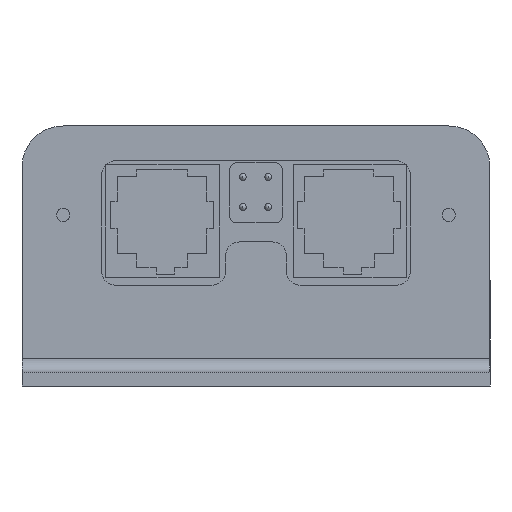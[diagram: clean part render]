
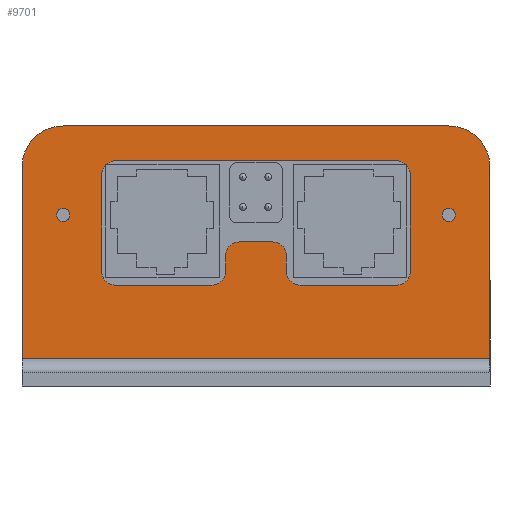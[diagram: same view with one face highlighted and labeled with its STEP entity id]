
A CAD part, front view. The second image highlights one B-rep face of the part: STEP entity #9701.
In plain terms, the highlighted planar face has unit normal (0, -1, 0).
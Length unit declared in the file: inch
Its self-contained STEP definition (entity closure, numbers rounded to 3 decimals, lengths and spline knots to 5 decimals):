
#3418=CARTESIAN_POINT('',(7.46154,6.45277,0.907));
#3419=VERTEX_POINT('',#3418);
#3428=CARTESIAN_POINT('',(9.21254,6.45277,0.907));
#3429=VERTEX_POINT('',#3428);
#3430=CARTESIAN_POINT('',(9.21254,6.45277,0.907));
#3431=DIRECTION('',(-1.0,0.0,0.0));
#3432=VECTOR('',#3431,1.751);
#3433=LINE('',#3430,#3432);
#3434=EDGE_CURVE('',#3429,#3419,#3433,.T.);
#4676=CARTESIAN_POINT('',(7.65484,6.45277,0.73069));
#4677=VERTEX_POINT('',#4676);
#5397=CARTESIAN_POINT('',(9.01923,6.45277,0.73069));
#5398=VERTEX_POINT('',#5397);
#6065=CARTESIAN_POINT('',(7.63654,6.45277,0.6865));
#6066=VERTEX_POINT('',#6065);
#6067=CARTESIAN_POINT('',(7.69904,6.45277,0.6865));
#6068=DIRECTION('',(0.0,1.0,0.0));
#6069=DIRECTION('',(0.0,0.0,1.0));
#6070=AXIS2_PLACEMENT_3D('',#6067,#6068,#6069);
#6071=CIRCLE('',#6070,0.0625);
#6072=EDGE_CURVE('',#6066,#4677,#6071,.T.);
#6112=CARTESIAN_POINT('',(9.03754,6.45277,0.6865));
#6113=VERTEX_POINT('',#6112);
#6120=CARTESIAN_POINT('',(8.97504,6.45277,0.6865));
#6121=DIRECTION('',(0.0,1.0,0.0));
#6122=DIRECTION('',(1.0,0.0,0.0));
#6123=AXIS2_PLACEMENT_3D('',#6120,#6121,#6122);
#6124=CIRCLE('',#6123,0.0625);
#6125=EDGE_CURVE('',#5398,#6113,#6124,.T.);
#7362=CARTESIAN_POINT('',(8.19954,6.45277,0.31789));
#7363=VERTEX_POINT('',#7362);
#7370=CARTESIAN_POINT('',(8.26204,6.45277,0.38039));
#7371=VERTEX_POINT('',#7370);
#7372=CARTESIAN_POINT('',(8.26204,6.45277,0.31789));
#7373=DIRECTION('',(0.0,-1.0,0.0));
#7374=DIRECTION('',(0.0,0.0,-1.0));
#7375=AXIS2_PLACEMENT_3D('',#7372,#7373,#7374);
#7376=CIRCLE('',#7375,0.0625);
#7377=EDGE_CURVE('',#7371,#7363,#7376,.T.);
#7395=CARTESIAN_POINT('',(8.41204,6.45277,0.38039));
#7396=VERTEX_POINT('',#7395);
#7397=CARTESIAN_POINT('',(8.41204,6.45277,0.38039));
#7398=DIRECTION('',(-1.0,0.0,0.0));
#7399=VECTOR('',#7398,0.15);
#7400=LINE('',#7397,#7399);
#7401=EDGE_CURVE('',#7396,#7371,#7400,.T.);
#7419=CARTESIAN_POINT('',(8.47454,6.45277,0.31789));
#7420=VERTEX_POINT('',#7419);
#7421=CARTESIAN_POINT('',(8.41204,6.45277,0.31789));
#7422=DIRECTION('',(0.0,-1.0,0.0));
#7423=DIRECTION('',(-1.0,0.0,0.0));
#7424=AXIS2_PLACEMENT_3D('',#7421,#7422,#7423);
#7425=CIRCLE('',#7424,0.0625);
#7426=EDGE_CURVE('',#7420,#7396,#7425,.T.);
#7444=CARTESIAN_POINT('',(8.47454,6.45277,0.2465));
#7445=VERTEX_POINT('',#7444);
#7446=CARTESIAN_POINT('',(8.47454,6.45277,0.2465));
#7447=DIRECTION('',(0.0,0.0,1.0));
#7448=VECTOR('',#7447,0.07139);
#7449=LINE('',#7446,#7448);
#7450=EDGE_CURVE('',#7445,#7420,#7449,.T.);
#7468=CARTESIAN_POINT('',(8.53704,6.45277,0.184));
#7469=VERTEX_POINT('',#7468);
#7470=CARTESIAN_POINT('',(8.53704,6.45277,0.2465));
#7471=DIRECTION('',(0.0,1.0,0.0));
#7472=DIRECTION('',(-1.0,0.0,0.0));
#7473=AXIS2_PLACEMENT_3D('',#7470,#7471,#7472);
#7474=CIRCLE('',#7473,0.0625);
#7475=EDGE_CURVE('',#7469,#7445,#7474,.T.);
#7493=CARTESIAN_POINT('',(8.97504,6.45277,0.184));
#7494=VERTEX_POINT('',#7493);
#7495=CARTESIAN_POINT('',(8.97504,6.45277,0.184));
#7496=DIRECTION('',(-1.0,0.0,0.0));
#7497=VECTOR('',#7496,0.438);
#7498=LINE('',#7495,#7497);
#7499=EDGE_CURVE('',#7494,#7469,#7498,.T.);
#7517=CARTESIAN_POINT('',(9.03754,6.45277,0.2465));
#7518=VERTEX_POINT('',#7517);
#7519=CARTESIAN_POINT('',(8.97504,6.45277,0.2465));
#7520=DIRECTION('',(0.0,1.0,0.0));
#7521=DIRECTION('',(0.0,0.0,-1.0));
#7522=AXIS2_PLACEMENT_3D('',#7519,#7520,#7521);
#7523=CIRCLE('',#7522,0.0625);
#7524=EDGE_CURVE('',#7518,#7494,#7523,.T.);
#7542=CARTESIAN_POINT('',(9.03754,6.45277,0.6865));
#7543=DIRECTION('',(0.0,0.0,-1.0));
#7544=VECTOR('',#7543,0.44);
#7545=LINE('',#7542,#7544);
#7546=EDGE_CURVE('',#6113,#7518,#7545,.T.);
#7558=CARTESIAN_POINT('',(8.97504,6.45277,0.749));
#7559=VERTEX_POINT('',#7558);
#7560=CARTESIAN_POINT('',(8.97504,6.45277,0.6865));
#7561=DIRECTION('',(0.0,1.0,0.0));
#7562=DIRECTION('',(1.0,0.0,0.0));
#7563=AXIS2_PLACEMENT_3D('',#7560,#7561,#7562);
#7564=CIRCLE('',#7563,0.0625);
#7565=EDGE_CURVE('',#7559,#5398,#7564,.T.);
#7584=CARTESIAN_POINT('',(7.69904,6.45277,0.749));
#7585=VERTEX_POINT('',#7584);
#7586=CARTESIAN_POINT('',(7.69904,6.45277,0.749));
#7587=DIRECTION('',(1.0,0.0,0.0));
#7588=VECTOR('',#7587,1.276);
#7589=LINE('',#7586,#7588);
#7590=EDGE_CURVE('',#7585,#7559,#7589,.T.);
#7609=CARTESIAN_POINT('',(7.69904,6.45277,0.6865));
#7610=DIRECTION('',(0.0,1.0,0.0));
#7611=DIRECTION('',(0.0,0.0,1.0));
#7612=AXIS2_PLACEMENT_3D('',#7609,#7610,#7611);
#7613=CIRCLE('',#7612,0.0625);
#7614=EDGE_CURVE('',#4677,#7585,#7613,.T.);
#7626=CARTESIAN_POINT('',(7.63654,6.45277,0.2465));
#7627=VERTEX_POINT('',#7626);
#7628=CARTESIAN_POINT('',(7.63654,6.45277,0.2465));
#7629=DIRECTION('',(0.0,0.0,1.0));
#7630=VECTOR('',#7629,0.44);
#7631=LINE('',#7628,#7630);
#7632=EDGE_CURVE('',#7627,#6066,#7631,.T.);
#7650=CARTESIAN_POINT('',(7.69904,6.45277,0.184));
#7651=VERTEX_POINT('',#7650);
#7652=CARTESIAN_POINT('',(7.69904,6.45277,0.2465));
#7653=DIRECTION('',(0.0,1.0,0.0));
#7654=DIRECTION('',(-1.0,0.0,0.0));
#7655=AXIS2_PLACEMENT_3D('',#7652,#7653,#7654);
#7656=CIRCLE('',#7655,0.0625);
#7657=EDGE_CURVE('',#7651,#7627,#7656,.T.);
#7675=CARTESIAN_POINT('',(8.13704,6.45277,0.184));
#7676=VERTEX_POINT('',#7675);
#7677=CARTESIAN_POINT('',(8.13704,6.45277,0.184));
#7678=DIRECTION('',(-1.0,0.0,0.0));
#7679=VECTOR('',#7678,0.438);
#7680=LINE('',#7677,#7679);
#7681=EDGE_CURVE('',#7676,#7651,#7680,.T.);
#7699=CARTESIAN_POINT('',(8.19954,6.45277,0.2465));
#7700=VERTEX_POINT('',#7699);
#7701=CARTESIAN_POINT('',(8.13704,6.45277,0.2465));
#7702=DIRECTION('',(0.0,1.0,0.0));
#7703=DIRECTION('',(0.0,0.0,-1.0));
#7704=AXIS2_PLACEMENT_3D('',#7701,#7702,#7703);
#7705=CIRCLE('',#7704,0.0625);
#7706=EDGE_CURVE('',#7700,#7676,#7705,.T.);
#7724=CARTESIAN_POINT('',(8.19954,6.45277,0.31789));
#7725=DIRECTION('',(0.0,0.0,-1.0));
#7726=VECTOR('',#7725,0.07139);
#7727=LINE('',#7724,#7726);
#7728=EDGE_CURVE('',#7363,#7700,#7727,.T.);
#7782=CARTESIAN_POINT('',(9.2421,6.45277,0.50315));
#7783=VERTEX_POINT('',#7782);
#7784=CARTESIAN_POINT('',(9.21254,6.45277,0.50315));
#7785=DIRECTION('',(0.0,1.0,0.0));
#7786=DIRECTION('',(-1.0,0.0,0.0));
#7787=AXIS2_PLACEMENT_3D('',#7784,#7785,#7786);
#7788=CIRCLE('',#7787,0.02956);
#7789=EDGE_CURVE('',#7783,#7783,#7788,.T.);
#7819=CARTESIAN_POINT('',(7.4911,6.45277,0.50315));
#7820=VERTEX_POINT('',#7819);
#7821=CARTESIAN_POINT('',(7.46154,6.45277,0.50315));
#7822=DIRECTION('',(0.0,1.0,0.0));
#7823=DIRECTION('',(-1.0,0.0,0.0));
#7824=AXIS2_PLACEMENT_3D('',#7821,#7822,#7823);
#7825=CIRCLE('',#7824,0.02956);
#7826=EDGE_CURVE('',#7820,#7820,#7825,.T.);
#9076=CARTESIAN_POINT('',(9.39954,6.45277,0.72));
#9077=VERTEX_POINT('',#9076);
#9084=CARTESIAN_POINT('',(9.39954,6.45277,-0.149));
#9085=VERTEX_POINT('',#9084);
#9086=CARTESIAN_POINT('',(9.39954,6.45277,-0.149));
#9087=DIRECTION('',(0.0,0.0,1.0));
#9088=VECTOR('',#9087,0.869);
#9089=LINE('',#9086,#9088);
#9090=EDGE_CURVE('',#9085,#9077,#9089,.T.);
#9331=CARTESIAN_POINT('',(7.27454,6.45277,-0.149));
#9332=VERTEX_POINT('',#9331);
#9349=CARTESIAN_POINT('',(9.39954,6.45277,-0.149));
#9350=DIRECTION('',(-1.0,0.0,0.0));
#9351=VECTOR('',#9350,2.125);
#9352=LINE('',#9349,#9351);
#9353=EDGE_CURVE('',#9085,#9332,#9352,.T.);
#9571=CARTESIAN_POINT('',(7.27454,6.45277,0.72));
#9572=VERTEX_POINT('',#9571);
#9573=CARTESIAN_POINT('',(7.27454,6.45277,-0.149));
#9574=DIRECTION('',(0.0,0.0,1.0));
#9575=VECTOR('',#9574,0.869);
#9576=LINE('',#9573,#9575);
#9577=EDGE_CURVE('',#9332,#9572,#9576,.T.);
#9634=CARTESIAN_POINT('',(7.46154,6.45277,0.72));
#9635=DIRECTION('',(0.0,1.0,0.0));
#9636=DIRECTION('',(-0.707,0.0,0.707));
#9637=AXIS2_PLACEMENT_3D('',#9634,#9635,#9636);
#9638=CIRCLE('',#9637,0.187);
#9639=EDGE_CURVE('',#9572,#3419,#9638,.T.);
#9656=CARTESIAN_POINT('',(9.39954,6.45277,0.0));
#9657=DIRECTION('',(0.0,-1.0,0.0));
#9658=DIRECTION('',(0.0,0.0,-1.0));
#9659=AXIS2_PLACEMENT_3D('',#9656,#9657,#9658);
#9660=PLANE('',#9659);
#9661=ORIENTED_EDGE('',*,*,#9353,.F.);
#9662=ORIENTED_EDGE('',*,*,#9090,.T.);
#9663=CARTESIAN_POINT('',(9.21254,6.45277,0.72));
#9664=DIRECTION('',(0.0,1.0,0.0));
#9665=DIRECTION('',(0.707,0.0,0.707));
#9666=AXIS2_PLACEMENT_3D('',#9663,#9664,#9665);
#9667=CIRCLE('',#9666,0.187);
#9668=EDGE_CURVE('',#3429,#9077,#9667,.T.);
#9669=ORIENTED_EDGE('',*,*,#9668,.F.);
#9670=ORIENTED_EDGE('',*,*,#3434,.T.);
#9671=ORIENTED_EDGE('',*,*,#9639,.F.);
#9672=ORIENTED_EDGE('',*,*,#9577,.F.);
#9673=EDGE_LOOP('',(#9661,#9662,#9669,#9670,#9671,#9672));
#9674=FACE_OUTER_BOUND('',#9673,.T.);
#9675=ORIENTED_EDGE('',*,*,#7377,.T.);
#9676=ORIENTED_EDGE('',*,*,#7728,.T.);
#9677=ORIENTED_EDGE('',*,*,#7706,.T.);
#9678=ORIENTED_EDGE('',*,*,#7681,.T.);
#9679=ORIENTED_EDGE('',*,*,#7657,.T.);
#9680=ORIENTED_EDGE('',*,*,#7632,.T.);
#9681=ORIENTED_EDGE('',*,*,#6072,.T.);
#9682=ORIENTED_EDGE('',*,*,#7614,.T.);
#9683=ORIENTED_EDGE('',*,*,#7590,.T.);
#9684=ORIENTED_EDGE('',*,*,#7565,.T.);
#9685=ORIENTED_EDGE('',*,*,#6125,.T.);
#9686=ORIENTED_EDGE('',*,*,#7546,.T.);
#9687=ORIENTED_EDGE('',*,*,#7524,.T.);
#9688=ORIENTED_EDGE('',*,*,#7499,.T.);
#9689=ORIENTED_EDGE('',*,*,#7475,.T.);
#9690=ORIENTED_EDGE('',*,*,#7450,.T.);
#9691=ORIENTED_EDGE('',*,*,#7426,.T.);
#9692=ORIENTED_EDGE('',*,*,#7401,.T.);
#9693=EDGE_LOOP('',(#9675,#9676,#9677,#9678,#9679,#9680,#9681,#9682,#9683,#9684,#9685,#9686,#9687,#9688,#9689,#9690,#9691,#9692));
#9694=FACE_BOUND('',#9693,.T.);
#9695=ORIENTED_EDGE('',*,*,#7789,.T.);
#9696=EDGE_LOOP('',(#9695));
#9697=FACE_BOUND('',#9696,.T.);
#9698=ORIENTED_EDGE('',*,*,#7826,.T.);
#9699=EDGE_LOOP('',(#9698));
#9700=FACE_BOUND('',#9699,.T.);
#9701=ADVANCED_FACE('',(#9674,#9694,#9697,#9700),#9660,.T.);
